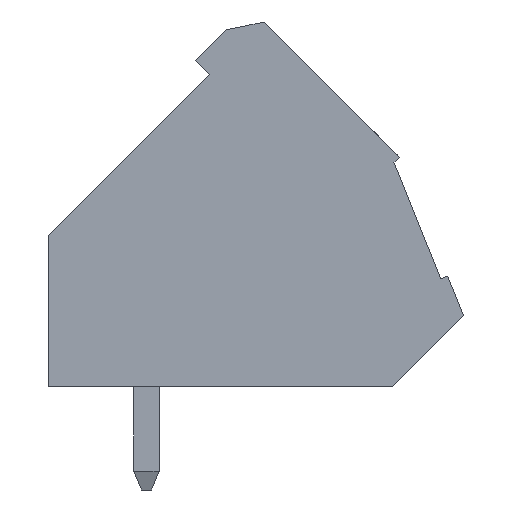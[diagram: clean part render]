
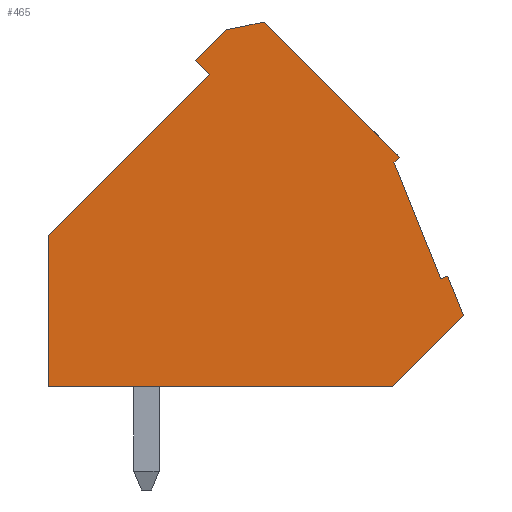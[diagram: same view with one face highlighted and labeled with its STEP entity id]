
A CAD part, left-side view. The second image highlights one B-rep face of the part: STEP entity #465.
In plain terms, the highlighted planar face has unit normal (-1, 0, 0).
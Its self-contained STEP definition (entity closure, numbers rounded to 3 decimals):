
#465 = ADVANCED_FACE( '', ( #1127 ), #1128, .F. );
#1127 = FACE_OUTER_BOUND( '', #2023, .T. );
#1128 = PLANE( '', #2024 );
#2023 = EDGE_LOOP( '', ( #3139, #3140, #3141, #3142, #3143, #3144, #3145, #3146, #3147, #3148, #3149, #3150 ) );
#2024 = AXIS2_PLACEMENT_3D( '', #3151, #3152, #3153 );
#3139 = ORIENTED_EDGE( '', *, *, #5798, .F. );
#3140 = ORIENTED_EDGE( '', *, *, #5799, .F. );
#3141 = ORIENTED_EDGE( '', *, *, #5800, .F. );
#3142 = ORIENTED_EDGE( '', *, *, #5801, .F. );
#3143 = ORIENTED_EDGE( '', *, *, #5802, .F. );
#3144 = ORIENTED_EDGE( '', *, *, #5803, .F. );
#3145 = ORIENTED_EDGE( '', *, *, #5804, .F. );
#3146 = ORIENTED_EDGE( '', *, *, #5805, .F. );
#3147 = ORIENTED_EDGE( '', *, *, #5806, .F. );
#3148 = ORIENTED_EDGE( '', *, *, #5807, .F. );
#3149 = ORIENTED_EDGE( '', *, *, #5692, .F. );
#3150 = ORIENTED_EDGE( '', *, *, #5808, .F. );
#3151 = CARTESIAN_POINT( '', ( -15.94, 0., 0. ) );
#3152 = DIRECTION( '', ( 1., 0., 0. ) );
#3153 = DIRECTION( '', ( 0., 0., -1. ) );
#5692 = EDGE_CURVE( '', #6886, #6888, #6889, .T. );
#5798 = EDGE_CURVE( '', #7070, #7071, #7072, .T. );
#5799 = EDGE_CURVE( '', #7073, #7070, #7074, .T. );
#5800 = EDGE_CURVE( '', #7075, #7073, #7076, .T. );
#5801 = EDGE_CURVE( '', #7077, #7075, #7078, .T. );
#5802 = EDGE_CURVE( '', #7079, #7077, #7080, .T. );
#5803 = EDGE_CURVE( '', #7081, #7079, #7082, .T. );
#5804 = EDGE_CURVE( '', #7083, #7081, #7084, .T. );
#5805 = EDGE_CURVE( '', #7085, #7083, #7086, .T. );
#5806 = EDGE_CURVE( '', #7087, #7085, #7088, .T. );
#5807 = EDGE_CURVE( '', #6888, #7087, #7089, .T. );
#5808 = EDGE_CURVE( '', #7071, #6886, #7090, .T. );
#6886 = VERTEX_POINT( '', #8625 );
#6888 = VERTEX_POINT( '', #8628 );
#6889 = LINE( '', #8629, #8630 );
#7070 = VERTEX_POINT( '', #8882 );
#7071 = VERTEX_POINT( '', #8883 );
#7072 = LINE( '', #8884, #8885 );
#7073 = VERTEX_POINT( '', #8886 );
#7074 = LINE( '', #8887, #8888 );
#7075 = VERTEX_POINT( '', #8889 );
#7076 = LINE( '', #8890, #8891 );
#7077 = VERTEX_POINT( '', #8892 );
#7078 = LINE( '', #8893, #8894 );
#7079 = VERTEX_POINT( '', #8895 );
#7080 = LINE( '', #8896, #8897 );
#7081 = VERTEX_POINT( '', #8898 );
#7082 = LINE( '', #8899, #8900 );
#7083 = VERTEX_POINT( '', #8901 );
#7084 = LINE( '', #8902, #8903 );
#7085 = VERTEX_POINT( '', #8904 );
#7086 = LINE( '', #8905, #8906 );
#7087 = VERTEX_POINT( '', #8907 );
#7088 = LINE( '', #8908, #8909 );
#7089 = LINE( '', #8910, #8911 );
#7090 = LINE( '', #8912, #8913 );
#8625 = CARTESIAN_POINT( '', ( -15.94, 6.836, -3. ) );
#8628 = CARTESIAN_POINT( '', ( -15.94, 6.836, 3. ) );
#8629 = CARTESIAN_POINT( '', ( -15.94, 6.836, -3. ) );
#8630 = VECTOR( '', #10832, 1000. );
#8882 = CARTESIAN_POINT( '', ( -15.94, -9.664, -0.172 ) );
#8883 = CARTESIAN_POINT( '', ( -15.94, -6.836, -3. ) );
#8884 = CARTESIAN_POINT( '', ( -15.94, -9.664, -0.172 ) );
#8885 = VECTOR( '', #10949, 1000. );
#8886 = CARTESIAN_POINT( '', ( -15.94, -9.031, 1.406 ) );
#8887 = CARTESIAN_POINT( '', ( -15.94, -9.031, 1.406 ) );
#8888 = VECTOR( '', #10950, 1000. );
#8889 = CARTESIAN_POINT( '', ( -15.94, -8.752, 1.294 ) );
#8890 = CARTESIAN_POINT( '', ( -15.94, -8.752, 1.294 ) );
#8891 = VECTOR( '', #10951, 1000. );
#8892 = CARTESIAN_POINT( '', ( -15.94, -6.897, 5.914 ) );
#8893 = CARTESIAN_POINT( '', ( -15.94, -6.897, 5.914 ) );
#8894 = VECTOR( '', #10952, 1000. );
#8895 = CARTESIAN_POINT( '', ( -15.94, -7.109, 6.126 ) );
#8896 = CARTESIAN_POINT( '', ( -15.94, -7.109, 6.126 ) );
#8897 = VECTOR( '', #10953, 1000. );
#8898 = CARTESIAN_POINT( '', ( -15.94, -1.735, 11.5 ) );
#8899 = CARTESIAN_POINT( '', ( -15.94, -1.735, 11.5 ) );
#8900 = VECTOR( '', #10954, 1000. );
#8901 = CARTESIAN_POINT( '', ( -15.94, -0.215, 11.182 ) );
#8902 = CARTESIAN_POINT( '', ( -15.94, -0.215, 11.182 ) );
#8903 = VECTOR( '', #10955, 1000. );
#8904 = CARTESIAN_POINT( '', ( -15.94, 0.987, 9.98 ) );
#8905 = CARTESIAN_POINT( '', ( -15.94, 0.987, 9.98 ) );
#8906 = VECTOR( '', #10956, 1000. );
#8907 = CARTESIAN_POINT( '', ( -15.94, 0.422, 9.414 ) );
#8908 = CARTESIAN_POINT( '', ( -15.94, 0.422, 9.414 ) );
#8909 = VECTOR( '', #10957, 1000. );
#8910 = CARTESIAN_POINT( '', ( -15.94, 6.836, 3. ) );
#8911 = VECTOR( '', #10958, 1000. );
#8912 = CARTESIAN_POINT( '', ( -15.94, -6.836, -3. ) );
#8913 = VECTOR( '', #10959, 1000. );
#10832 = DIRECTION( '', ( 0., 0., 1. ) );
#10949 = DIRECTION( '', ( 0., 0.707, -0.707 ) );
#10950 = DIRECTION( '', ( 0., -0.373, -0.928 ) );
#10951 = DIRECTION( '', ( 0., -0.928, 0.373 ) );
#10952 = DIRECTION( '', ( 0., -0.373, -0.928 ) );
#10953 = DIRECTION( '', ( 0., 0.707, -0.707 ) );
#10954 = DIRECTION( '', ( 0., -0.707, -0.707 ) );
#10955 = DIRECTION( '', ( 0., -0.979, 0.205 ) );
#10956 = DIRECTION( '', ( 0., -0.707, 0.707 ) );
#10957 = DIRECTION( '', ( 0., 0.707, 0.707 ) );
#10958 = DIRECTION( '', ( 0., -0.707, 0.707 ) );
#10959 = DIRECTION( '', ( 0., 1., 0. ) );
